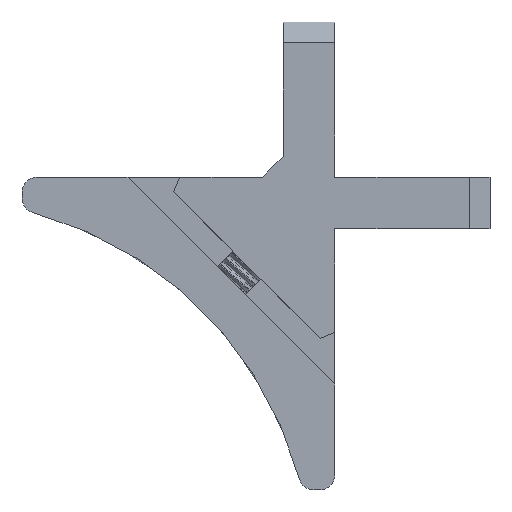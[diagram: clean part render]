
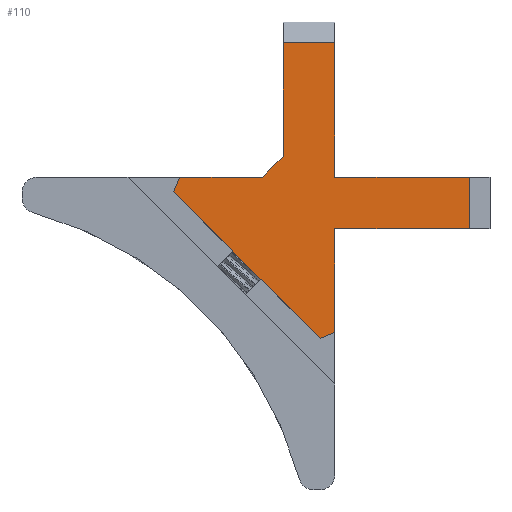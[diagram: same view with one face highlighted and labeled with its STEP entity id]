
A CAD part, left-side view. The second image highlights one B-rep face of the part: STEP entity #110.
In plain terms, the highlighted planar face has unit normal (-1, 0, 0).
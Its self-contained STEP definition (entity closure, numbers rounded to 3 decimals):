
#47 = EDGE_CURVE('',#48,#50,#52,.T.);
#48 = VERTEX_POINT('',#49);
#49 = CARTESIAN_POINT('',(-6.,0.,-5.));
#50 = VERTEX_POINT('',#51);
#51 = CARTESIAN_POINT('',(-6.,-13.,-5.));
#52 = LINE('',#53,#54);
#53 = CARTESIAN_POINT('',(-6.,0.,-5.));
#54 = VECTOR('',#55,1.);
#55 = DIRECTION('',(0.,-1.,0.));
#110 = ADVANCED_FACE('',(#111),#200,.F.);
#111 = FACE_BOUND('',#112,.F.);
#112 = EDGE_LOOP('',(#113,#114,#122,#130,#138,#146,#154,#162,#170,#178,
    #186,#194));
#113 = ORIENTED_EDGE('',*,*,#47,.F.);
#114 = ORIENTED_EDGE('',*,*,#115,.T.);
#115 = EDGE_CURVE('',#48,#116,#118,.T.);
#116 = VERTEX_POINT('',#117);
#117 = CARTESIAN_POINT('',(-6.,0.,-15.));
#118 = LINE('',#119,#120);
#119 = CARTESIAN_POINT('',(-6.,0.,-5.));
#120 = VECTOR('',#121,1.);
#121 = DIRECTION('',(0.,0.,-1.));
#122 = ORIENTED_EDGE('',*,*,#123,.T.);
#123 = EDGE_CURVE('',#116,#124,#126,.T.);
#124 = VERTEX_POINT('',#125);
#125 = CARTESIAN_POINT('',(-6.,1.414,-15.586));
#126 = LINE('',#127,#128);
#127 = CARTESIAN_POINT('',(-6.,-1.665,-14.31));
#128 = VECTOR('',#129,1.);
#129 = DIRECTION('',(0.,0.924,-0.383)
  );
#130 = ORIENTED_EDGE('',*,*,#131,.T.);
#131 = EDGE_CURVE('',#124,#132,#134,.T.);
#132 = VERTEX_POINT('',#133);
#133 = CARTESIAN_POINT('',(-6.,15.586,-1.414));
#134 = LINE('',#135,#136);
#135 = CARTESIAN_POINT('',(-6.,0.,-17.));
#136 = VECTOR('',#137,1.);
#137 = DIRECTION('',(0.,0.707,0.707)
  );
#138 = ORIENTED_EDGE('',*,*,#139,.T.);
#139 = EDGE_CURVE('',#132,#140,#142,.T.);
#140 = VERTEX_POINT('',#141);
#141 = CARTESIAN_POINT('',(-6.,15.,0.));
#142 = LINE('',#143,#144);
#143 = CARTESIAN_POINT('',(-6.,14.31,1.665));
#144 = VECTOR('',#145,1.);
#145 = DIRECTION('',(0.,-0.383,0.924)
  );
#146 = ORIENTED_EDGE('',*,*,#147,.T.);
#147 = EDGE_CURVE('',#140,#148,#150,.T.);
#148 = VERTEX_POINT('',#149);
#149 = CARTESIAN_POINT('',(-6.,7.,0.));
#150 = LINE('',#151,#152);
#151 = CARTESIAN_POINT('',(-6.,17.,0.));
#152 = VECTOR('',#153,1.);
#153 = DIRECTION('',(0.,-1.,0.));
#154 = ORIENTED_EDGE('',*,*,#155,.F.);
#155 = EDGE_CURVE('',#156,#148,#158,.T.);
#156 = VERTEX_POINT('',#157);
#157 = CARTESIAN_POINT('',(-6.,5.,2.));
#158 = LINE('',#159,#160);
#159 = CARTESIAN_POINT('',(-6.,5.275,1.725));
#160 = VECTOR('',#161,1.);
#161 = DIRECTION('',(0.,0.707,-0.707));
#162 = ORIENTED_EDGE('',*,*,#163,.F.);
#163 = EDGE_CURVE('',#164,#156,#166,.T.);
#164 = VERTEX_POINT('',#165);
#165 = CARTESIAN_POINT('',(-6.,5.,13.));
#166 = LINE('',#167,#168);
#167 = CARTESIAN_POINT('',(-6.,5.,15.));
#168 = VECTOR('',#169,1.);
#169 = DIRECTION('',(0.,0.,-1.));
#170 = ORIENTED_EDGE('',*,*,#171,.F.);
#171 = EDGE_CURVE('',#172,#164,#174,.T.);
#172 = VERTEX_POINT('',#173);
#173 = CARTESIAN_POINT('',(-6.,0.,13.));
#174 = LINE('',#175,#176);
#175 = CARTESIAN_POINT('',(-6.,0.,13.));
#176 = VECTOR('',#177,1.);
#177 = DIRECTION('',(0.,1.,0.));
#178 = ORIENTED_EDGE('',*,*,#179,.F.);
#179 = EDGE_CURVE('',#180,#172,#182,.T.);
#180 = VERTEX_POINT('',#181);
#181 = CARTESIAN_POINT('',(-6.,0.,0.));
#182 = LINE('',#183,#184);
#183 = CARTESIAN_POINT('',(-6.,0.,0.));
#184 = VECTOR('',#185,1.);
#185 = DIRECTION('',(0.,0.,1.));
#186 = ORIENTED_EDGE('',*,*,#187,.F.);
#187 = EDGE_CURVE('',#188,#180,#190,.T.);
#188 = VERTEX_POINT('',#189);
#189 = CARTESIAN_POINT('',(-6.,-13.,0.));
#190 = LINE('',#191,#192);
#191 = CARTESIAN_POINT('',(-6.,-15.,0.));
#192 = VECTOR('',#193,1.);
#193 = DIRECTION('',(0.,1.,0.));
#194 = ORIENTED_EDGE('',*,*,#195,.F.);
#195 = EDGE_CURVE('',#50,#188,#196,.T.);
#196 = LINE('',#197,#198);
#197 = CARTESIAN_POINT('',(-6.,-13.,-5.));
#198 = VECTOR('',#199,1.);
#199 = DIRECTION('',(0.,0.,1.));
#200 = PLANE('',#201);
#201 = AXIS2_PLACEMENT_3D('',#202,#203,#204);
#202 = CARTESIAN_POINT('',(-6.,1.049,-1.049));
#203 = DIRECTION('',(1.,0.,0.));
#204 = DIRECTION('',(0.,0.,1.));
